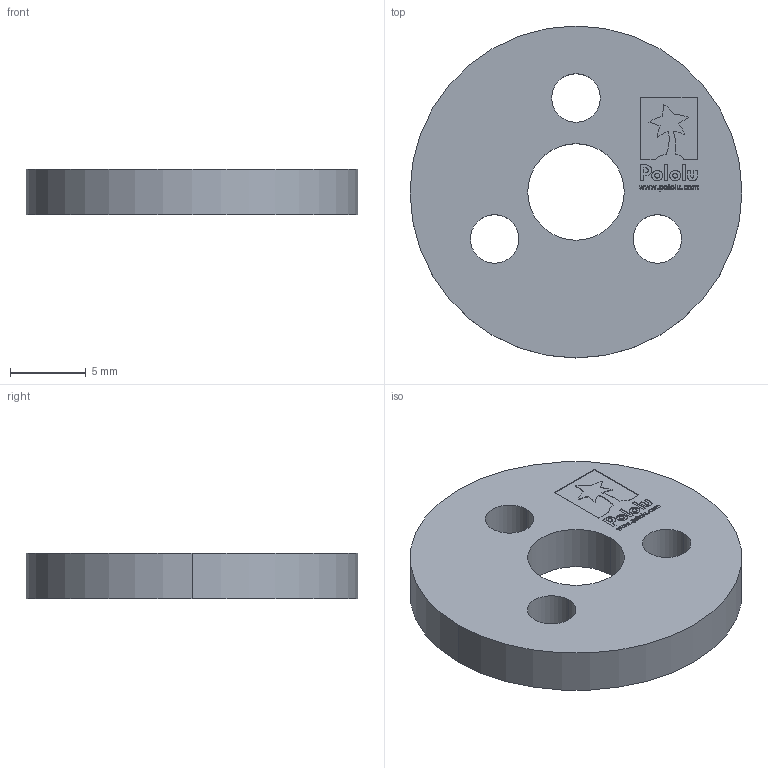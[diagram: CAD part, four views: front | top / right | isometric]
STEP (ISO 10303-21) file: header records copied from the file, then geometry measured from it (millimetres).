
FILE_DESCRIPTION (( 'STEP AP214' ), '1' );
FILE_NAME ('pololu-aluminum-scooter-wheel-adapter-dwa01b.step', '2016-03-07T19:19:48', ( '' ), ( '' ), 'SwSTEP 2.0', 'SolidWorks 2015', '' );
FILE_SCHEMA (( 'AUTOMOTIVE_DESIGN' ));
Length unit declared in the file: millimetre
Products named in the file (1): pololu-aluminum-scooter-wheel-adapter-dwa01b
Bounding box: 21.9 x 21.9 x 3 mm (x, y, z)
Volume: 961.4 mm3; surface area: 1001.5 mm2
Topology: 1 solids, 1 shells, 259 faces, 689 edges, 460 vertices
Faces by surface type: plane 151, bspline 98, cylinder 10
Entity records: 11149 total; most frequent: CARTESIAN_POINT 5295, ORIENTED_EDGE 1378, DIRECTION 837, EDGE_CURVE 689, VECTOR 473, LINE 473, VERTEX_POINT 460, EDGE_LOOP 295
